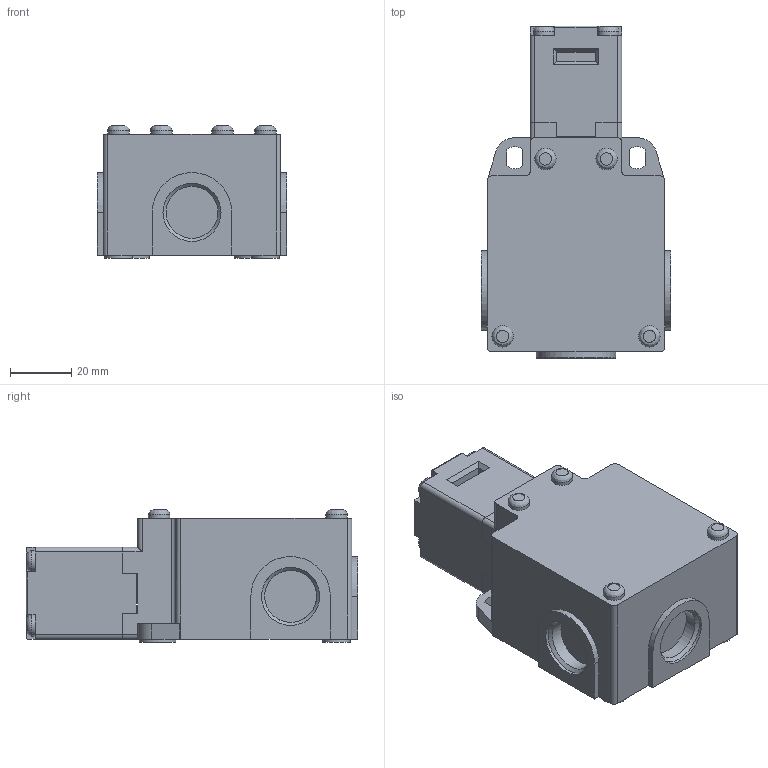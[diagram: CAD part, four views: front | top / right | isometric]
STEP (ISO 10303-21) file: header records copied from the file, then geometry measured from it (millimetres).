
FILE_DESCRIPTION (( 'STEP AP203' ), '1' );
FILE_NAME ('SCM2K4000W03.STEP', '2023-05-09T18:07:41', ( '' ), ( '' ), 'SwSTEP 2.0', 'SolidWorks 2021', '' );
FILE_SCHEMA (( 'CONFIG_CONTROL_DESIGN' ));
Length unit declared in the file: inch
Products named in the file (1): SCM2K4000W03
Bounding box: 62 x 108.5 x 43.3 mm (x, y, z)
Volume: 177690.9 mm3; surface area: 28084.4 mm2
Topology: 2 solids, 2 shells, 176 faces, 467 edges, 306 vertices
Faces by surface type: plane 106, cylinder 59, bspline 8, cone 3
Full cylindrical faces by diameter (mm): 7 x4, 9 x2, 12 x2, 17 x3, 19 x3
Entity records: 5503 total; most frequent: CARTESIAN_POINT 1171, DIRECTION 874, ORIENTED_EDGE 860, EDGE_CURVE 430, LINE 304, VECTOR 304, VERTEX_POINT 294, AXIS2_PLACEMENT_3D 285
